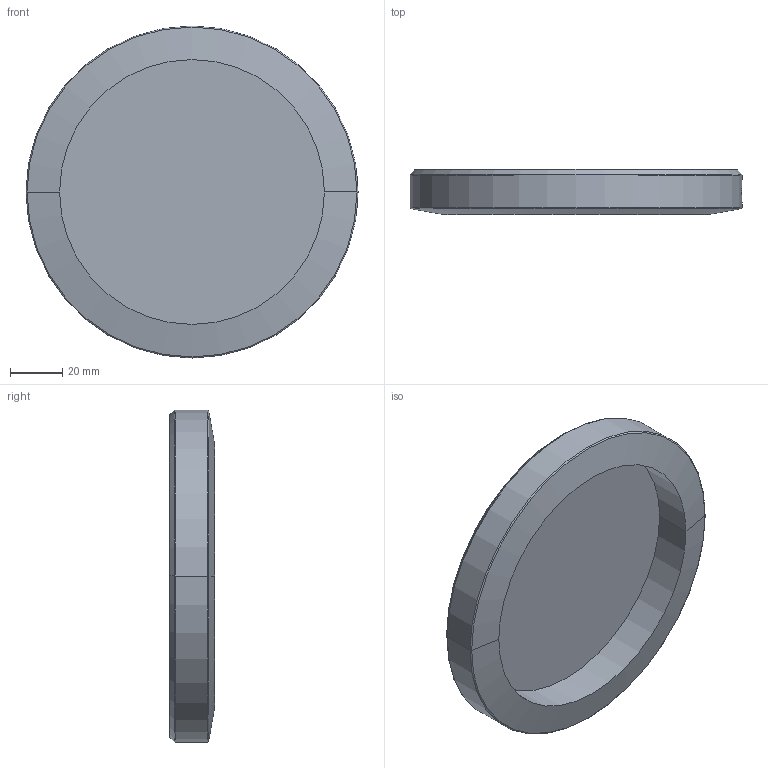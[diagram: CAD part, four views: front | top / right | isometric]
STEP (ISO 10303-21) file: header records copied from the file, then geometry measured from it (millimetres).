
FILE_DESCRIPTION (( 'STEP AP203' ), '1' );
FILE_NAME ('NOX_OVEN_DT02_27_V01_CHIMNEY_TOP_COVER.STEP', '2020-12-04T12:36:40', ( '' ), ( '' ), 'SwSTEP 2.0', 'SolidWorks 2019', '' );
FILE_SCHEMA (( 'CONFIG_CONTROL_DESIGN' ));
Length unit declared in the file: millimetre
Products named in the file (1): NOX_OVEN_DT02_27_V01_CHIMNEY_TOP_COVER
Bounding box: 127.4 x 17.27 x 127.4 mm (x, y, z)
Volume: 97960.6 mm3; surface area: 35722.8 mm2
Topology: 1 solids, 1 shells, 29 faces, 63 edges, 35 vertices
Faces by surface type: torus 10, cylinder 8, cone 6, plane 3, bspline 2
Entity records: 1167 total; most frequent: CARTESIAN_POINT 463, DIRECTION 147, ORIENTED_EDGE 122, AXIS2_PLACEMENT_3D 66, EDGE_CURVE 61, CIRCLE 38, VERTEX_POINT 35, EDGE_LOOP 30
